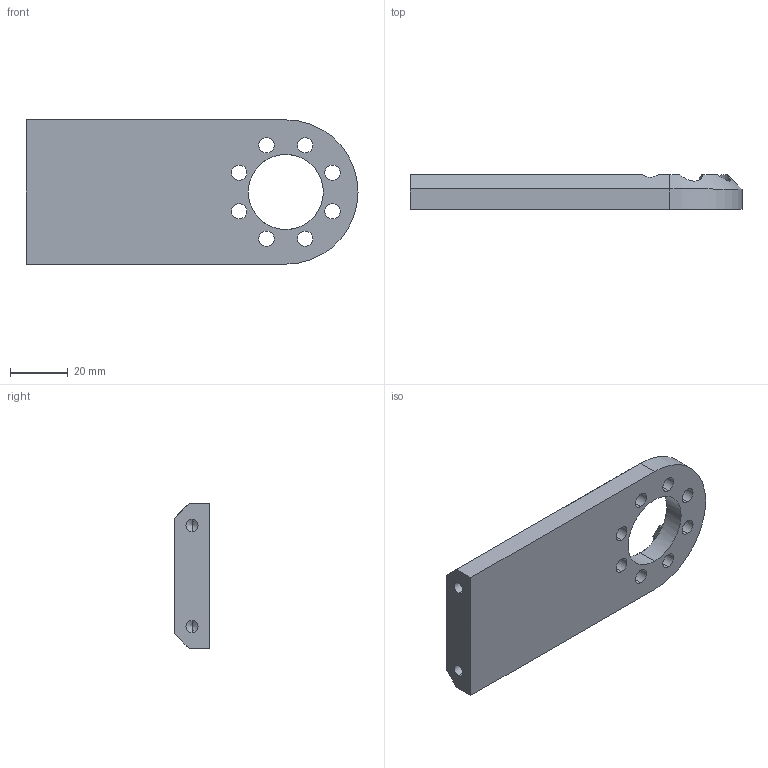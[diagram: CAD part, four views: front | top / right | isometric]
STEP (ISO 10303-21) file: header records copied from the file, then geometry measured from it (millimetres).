
FILE_DESCRIPTION (( 'STEP AP203' ), '1' );
FILE_NAME ('Adapter Plate.step_Default_sldprt.STEP', '2022-11-09T04:41:15', ( '' ), ( '' ), 'SwSTEP 2.0', 'SolidWorks 2022', '' );
FILE_SCHEMA (( 'CONFIG_CONTROL_DESIGN' ));
Length unit declared in the file: millimetre
Products named in the file (1): Adapter Plate.step_Default_sldprt
Bounding box: 115 x 12 x 50 mm (x, y, z)
Volume: 43450.5 mm3; surface area: 15932 mm2
Topology: 1 solids, 1 shells, 95 faces, 245 edges, 150 vertices
Faces by surface type: cylinder 45, plane 29, cone 21
Entity records: 3759 total; most frequent: CARTESIAN_POINT 1307, DIRECTION 532, ORIENTED_EDGE 482, EDGE_CURVE 241, AXIS2_PLACEMENT_3D 223, VERTEX_POINT 150, CIRCLE 127, EDGE_LOOP 115
